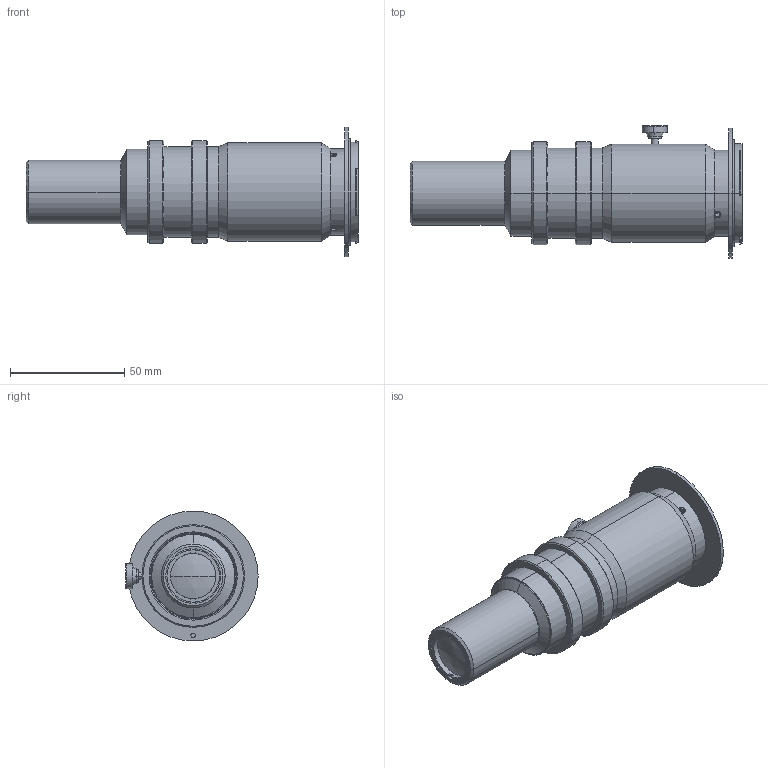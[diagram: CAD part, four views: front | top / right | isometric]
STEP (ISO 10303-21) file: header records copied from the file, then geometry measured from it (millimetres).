
FILE_DESCRIPTION (( 'STEP AP203' ), '1' );
FILE_NAME ('DP31028_TC4M009-F.step', '2021-10-06T10:03:35', ( '' ), ( '' ), 'SwSTEP 2.0', 'SolidWorks 2021', '' );
FILE_SCHEMA (( 'CONFIG_CONTROL_DESIGN' ));
Length unit declared in the file: millimetre
Products named in the file (1): DP31028_TC4M009-F
Bounding box: 145.41 x 57.95 x 56.9 mm (x, y, z)
Surface area: 32804 mm2 (no closed solid volume)
Topology: 0 solids, 17 shells, 149 faces, 415 edges, 286 vertices
Faces by surface type: cylinder 63, plane 48, cone 34, sphere 2, torus 2
Entity records: 5331 total; most frequent: CARTESIAN_POINT 1354, DIRECTION 886, ORIENTED_EDGE 688, EDGE_CURVE 415, AXIS2_PLACEMENT_3D 348, VERTEX_POINT 286, CIRCLE 198, LINE 190
